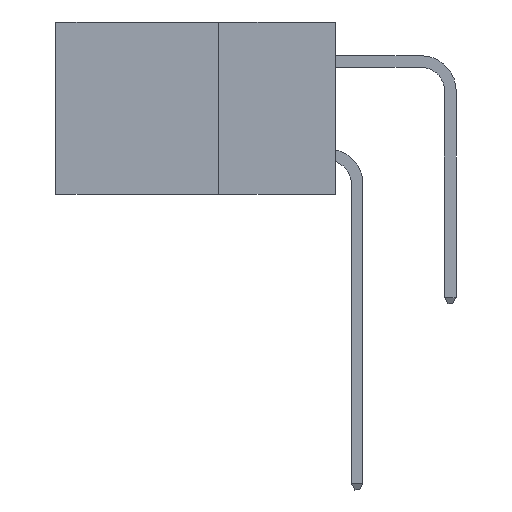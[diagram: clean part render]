
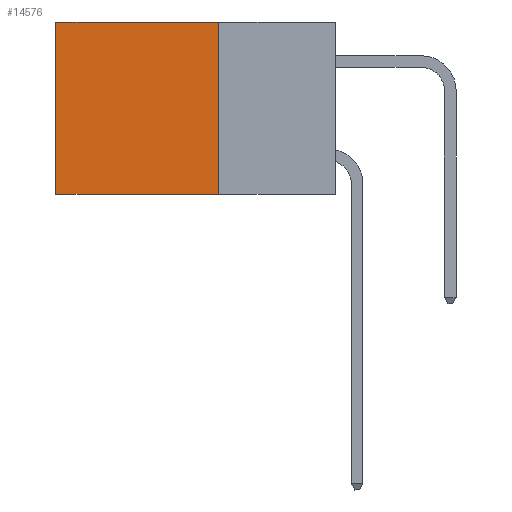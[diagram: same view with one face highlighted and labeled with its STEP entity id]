
A CAD part, left-side view. The second image highlights one B-rep face of the part: STEP entity #14576.
In plain terms, the highlighted planar face has unit normal (-1, 0, 0).
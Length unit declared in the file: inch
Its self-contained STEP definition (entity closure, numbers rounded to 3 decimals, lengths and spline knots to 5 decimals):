
#9 = CARTESIAN_POINT ( 'NONE',  ( 0.2875, 0.25, -0.37 ) ) ;
#207 = VECTOR ( 'NONE', #13361, 39.37008 ) ;
#426 = DIRECTION ( 'NONE',  ( 0., 0., -1. ) ) ;
#927 = VERTEX_POINT ( 'NONE', #14521 ) ;
#1157 = VECTOR ( 'NONE', #4378, 39.37008 ) ;
#1290 = PLANE ( 'NONE',  #19303 ) ;
#1363 = CARTESIAN_POINT ( 'NONE',  ( 0.2875, 0.25, 0. ) ) ;
#2049 = CARTESIAN_POINT ( 'NONE',  ( 0.2875, 0.25, 0. ) ) ;
#2164 = ORIENTED_EDGE ( 'NONE', *, *, #11814, .F. ) ;
#2957 = DIRECTION ( 'NONE',  ( 0., 0., -1. ) ) ;
#3248 = VERTEX_POINT ( 'NONE', #12490 ) ;
#3996 = LINE ( 'NONE', #2049, #207 ) ;
#4378 = DIRECTION ( 'NONE',  ( 0., 0., -1. ) ) ;
#5390 = VECTOR ( 'NONE', #20966, 39.37008 ) ;
#6007 = LINE ( 'NONE', #17276, #1157 ) ;
#6580 = ORIENTED_EDGE ( 'NONE', *, *, #10539, .T. ) ;
#7812 = VECTOR ( 'NONE', #426, 39.37008 ) ;
#9146 = VERTEX_POINT ( 'NONE', #17511 ) ;
#10205 = CARTESIAN_POINT ( 'NONE',  ( 0.2875, 0.6, 0. ) ) ;
#10539 = EDGE_CURVE ( 'NONE', #9146, #3248, #3996, .T. ) ;
#10562 = EDGE_CURVE ( 'NONE', #3248, #927, #12103, .T. ) ;
#11710 = FACE_OUTER_BOUND ( 'NONE', #13734, .T. ) ;
#11814 = EDGE_CURVE ( 'NONE', #9146, #15832, #6007, .T. ) ;
#12103 = LINE ( 'NONE', #10205, #7812 ) ;
#12490 = CARTESIAN_POINT ( 'NONE',  ( 0.2875, 0.6, 0. ) ) ;
#12679 = DIRECTION ( 'NONE',  ( 1., 0., 0. ) ) ;
#13361 = DIRECTION ( 'NONE',  ( 0., 1., 0. ) ) ;
#13734 = EDGE_LOOP ( 'NONE', ( #20059, #19286, #2164, #6580 ) ) ;
#14521 = CARTESIAN_POINT ( 'NONE',  ( 0.2875, 0.6, -0.37 ) ) ;
#14576 = ADVANCED_FACE ( 'NONE', ( #11710 ), #1290, .F. ) ;
#14695 = EDGE_CURVE ( 'NONE', #15832, #927, #18774, .T. ) ;
#15832 = VERTEX_POINT ( 'NONE', #20506 ) ;
#17276 = CARTESIAN_POINT ( 'NONE',  ( 0.2875, 0.25, 0. ) ) ;
#17511 = CARTESIAN_POINT ( 'NONE',  ( 0.2875, 0.25, 0. ) ) ;
#18774 = LINE ( 'NONE', #9, #5390 ) ;
#19286 = ORIENTED_EDGE ( 'NONE', *, *, #14695, .F. ) ;
#19303 = AXIS2_PLACEMENT_3D ( 'NONE', #1363, #12679, #2957 ) ;
#20059 = ORIENTED_EDGE ( 'NONE', *, *, #10562, .T. ) ;
#20506 = CARTESIAN_POINT ( 'NONE',  ( 0.2875, 0.25, -0.37 ) ) ;
#20966 = DIRECTION ( 'NONE',  ( 0., 1., 0. ) ) ;
